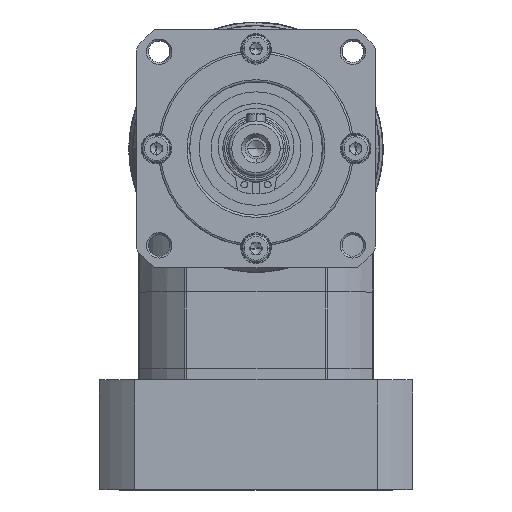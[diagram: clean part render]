
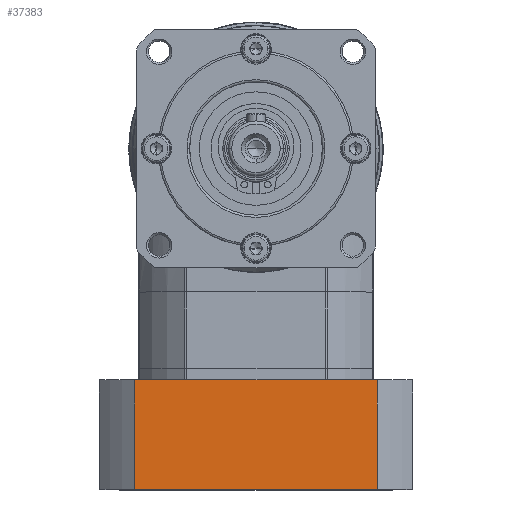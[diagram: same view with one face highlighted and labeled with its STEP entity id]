
A CAD part, top view. The second image highlights one B-rep face of the part: STEP entity #37383.
In plain terms, the highlighted face is planar.
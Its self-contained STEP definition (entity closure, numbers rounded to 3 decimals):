
#1802 = VERTEX_POINT ( 'NONE', #8770 ) ;
#1809 = CARTESIAN_POINT ( 'NONE',  ( 30.984, -43., 33. ) ) ;
#1816 = DIRECTION ( 'NONE',  ( 0., 0., -1. ) ) ;
#2158 = PLANE ( 'NONE',  #19259 ) ;
#2242 = LINE ( 'NONE', #19768, #12127 ) ;
#2256 = LINE ( 'NONE', #43881, #28004 ) ;
#3163 = EDGE_CURVE ( 'NONE', #6956, #4061, #2256, .T. ) ;
#4061 = VERTEX_POINT ( 'NONE', #31095 ) ;
#5481 = LINE ( 'NONE', #1809, #33358 ) ;
#5832 = DIRECTION ( 'NONE',  ( 0., 0., 1. ) ) ;
#6956 = VERTEX_POINT ( 'NONE', #40455 ) ;
#7065 = EDGE_CURVE ( 'NONE', #32241, #1802, #10317, .T. ) ;
#8770 = CARTESIAN_POINT ( 'NONE',  ( 30.984, -43., 28. ) ) ;
#10317 = LINE ( 'NONE', #31048, #38747 ) ;
#11152 = CARTESIAN_POINT ( 'NONE',  ( -30.984, -43., 28. ) ) ;
#12127 = VECTOR ( 'NONE', #1816, 1000. ) ;
#16897 = FACE_OUTER_BOUND ( 'NONE', #30535, .T. ) ;
#17564 = ORIENTED_EDGE ( 'NONE', *, *, #3163, .T. ) ;
#17684 = DIRECTION ( 'NONE',  ( 1., 0., 0. ) ) ;
#19259 = AXIS2_PLACEMENT_3D ( 'NONE', #20146, #37355, #5832 ) ;
#19768 = CARTESIAN_POINT ( 'NONE',  ( -30.984, -43., 33. ) ) ;
#20146 = CARTESIAN_POINT ( 'NONE',  ( -30.984, -43., 33. ) ) ;
#21904 = ORIENTED_EDGE ( 'NONE', *, *, #29066, .T. ) ;
#27931 = EDGE_CURVE ( 'NONE', #1802, #4061, #5481, .T. ) ;
#28004 = VECTOR ( 'NONE', #43672, 1000. ) ;
#29066 = EDGE_CURVE ( 'NONE', #32241, #6956, #2242, .T. ) ;
#30535 = EDGE_LOOP ( 'NONE', ( #38444, #21904, #17564, #34493 ) ) ;
#31048 = CARTESIAN_POINT ( 'NONE',  ( -30.984, -43., 28. ) ) ;
#31095 = CARTESIAN_POINT ( 'NONE',  ( 30.984, -43., 0. ) ) ;
#32241 = VERTEX_POINT ( 'NONE', #11152 ) ;
#33325 = DIRECTION ( 'NONE',  ( 0., 0., -1. ) ) ;
#33358 = VECTOR ( 'NONE', #33325, 1000. ) ;
#34493 = ORIENTED_EDGE ( 'NONE', *, *, #27931, .F. ) ;
#37355 = DIRECTION ( 'NONE',  ( 0., 1., 0. ) ) ;
#37383 = ADVANCED_FACE ( 'NONE', ( #16897 ), #2158, .F. ) ;
#38444 = ORIENTED_EDGE ( 'NONE', *, *, #7065, .F. ) ;
#38747 = VECTOR ( 'NONE', #17684, 1000. ) ;
#40455 = CARTESIAN_POINT ( 'NONE',  ( -30.984, -43., 0. ) ) ;
#43672 = DIRECTION ( 'NONE',  ( 1., 0., 0. ) ) ;
#43881 = CARTESIAN_POINT ( 'NONE',  ( -30.984, -43., 0. ) ) ;
